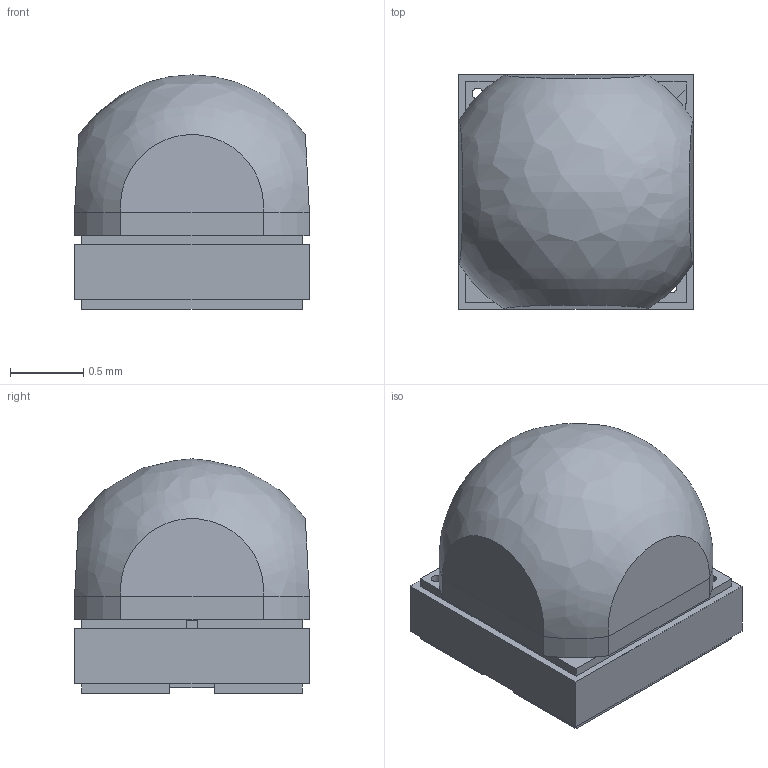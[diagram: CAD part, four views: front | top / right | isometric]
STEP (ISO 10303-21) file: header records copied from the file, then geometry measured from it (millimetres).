
FILE_DESCRIPTION (( 'STEP AP214' ), '1' );
FILE_NAME ('cree-xq-e.STEP', '2018-11-29T22:15:42', ( '' ), ( '' ), 'SwSTEP 2.0', 'SolidWorks 2017', '' );
FILE_SCHEMA (( 'AUTOMOTIVE_DESIGN' ));
Length unit declared in the file: millimetre
Products named in the file (14): 2500-00413-TOP-METAL; 2500-00413-SUBSTRATE; 2500-00413-BACK-SOLDERMASK; 2500-00413-BACKMETAL; 2500-00413-TOP-SOLDERMASK; 2500-00413_ASM; 25000-00413_LENS; cree-xq-e
Assembly tree (7 placements, depth 3):
  2500-00413-BACKMETAL
  2500-00413-BACK-SOLDERMASK
  2500-00413-TOP-SOLDERMASK
  25000-00413_LENS
  2500-00413-TOP-METAL
Bounding box: 1.6 x 1.6 x 1.6 mm (x, y, z)
Volume: 3.2 mm3; surface area: 26.9 mm2
Topology: 8 solids, 8 shells, 98 faces, 238 edges, 156 vertices
Faces by surface type: plane 81, cylinder 16, bspline 1
Entity records: 3293 total; most frequent: CARTESIAN_POINT 555, DIRECTION 484, ORIENTED_EDGE 476, EDGE_CURVE 238, LINE 202, VECTOR 202, VERTEX_POINT 156, AXIS2_PLACEMENT_3D 141
